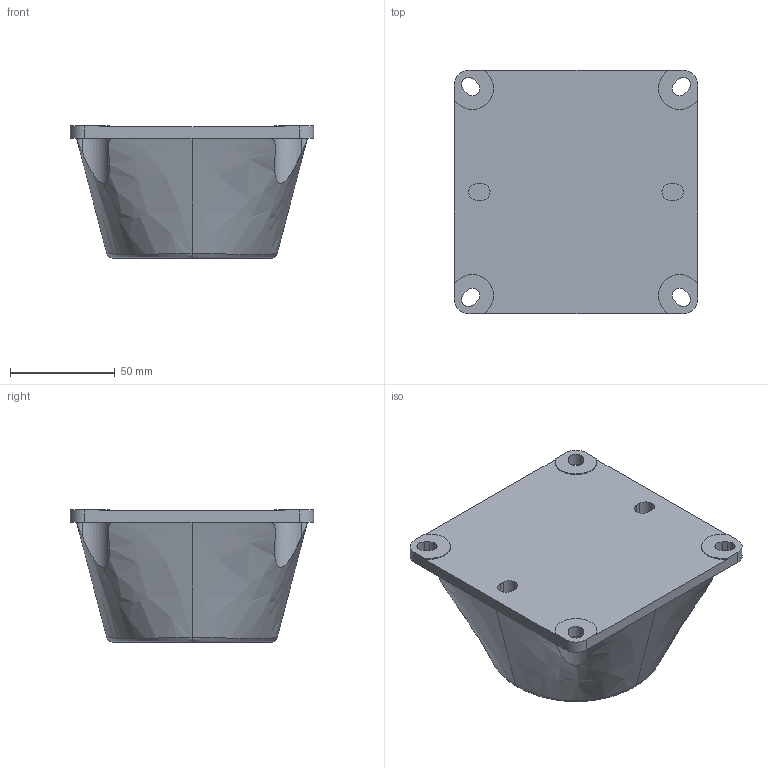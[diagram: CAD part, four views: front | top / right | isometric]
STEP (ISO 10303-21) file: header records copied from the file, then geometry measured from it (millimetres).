
FILE_DESCRIPTION(/* description */ (''),/* implementation_level */ '2;1');
FILE_NAME(/* name */ '1657266963983.stp',/* time_stamp */ '2022-07-08T09:56:07+02:00',/* author */ (''),/* organization */ ('SMS'),/* preprocessor_version */ 'ST-DEVELOPER v16.7',/* originating_system */ 'SIEMENS PLM Software NX 12.0',/* authorisation */ '');
FILE_SCHEMA (('AUTOMOTIVE_DESIGN { 1 0 10303 214 3 1 1 1 }'));
Length unit declared in the file: millimetre
Products named in the file (1): 204226317mod000_00
Bounding box: 116 x 116 x 63 mm (x, y, z)
Volume: 418750.3 mm3; surface area: 52145 mm2
Topology: 1 solids, 1 shells, 97 faces, 268 edges, 180 vertices
Faces by surface type: plane 53, cylinder 33, bspline 10, torus 1
Full cylindrical faces by diameter (mm): 60.8 x1
Entity records: 4808 total; most frequent: CARTESIAN_POINT 2384, ORIENTED_EDGE 522, DIRECTION 440, EDGE_CURVE 261, VERTEX_POINT 174, AXIS2_PLACEMENT_3D 148, LINE 144, VECTOR 144
